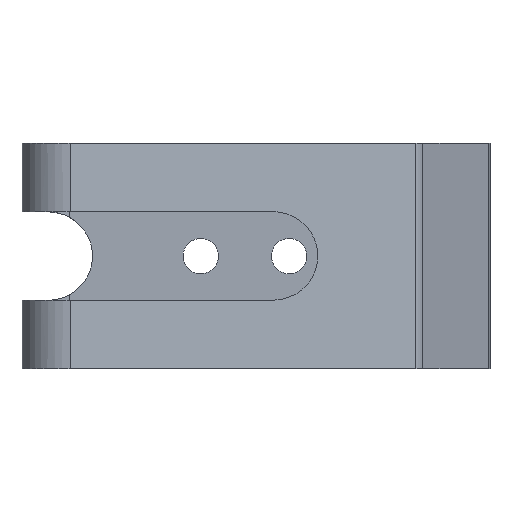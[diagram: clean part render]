
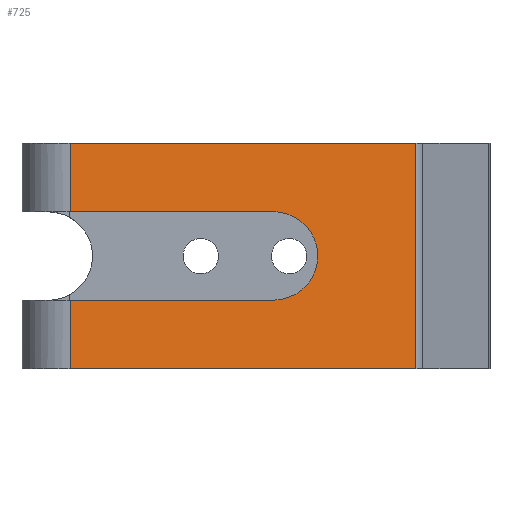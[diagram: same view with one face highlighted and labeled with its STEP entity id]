
A CAD part, top view. The second image highlights one B-rep face of the part: STEP entity #725.
In plain terms, the highlighted planar face has unit normal (0.195, 0, 0.981).
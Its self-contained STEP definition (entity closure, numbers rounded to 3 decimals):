
#204 = VERTEX_POINT('',#205);
#205 = CARTESIAN_POINT('',(-39.523,12.75,10.8));
#212 = EDGE_CURVE('',#204,#213,#215,.T.);
#213 = VERTEX_POINT('',#214);
#214 = CARTESIAN_POINT('',(-0.388,12.75,3.015));
#215 = LINE('',#216,#217);
#216 = CARTESIAN_POINT('',(-39.523,12.75,10.8));
#217 = VECTOR('',#218,1.);
#218 = DIRECTION('',(0.981,0.,-0.195)
  );
#289 = VERTEX_POINT('',#290);
#290 = CARTESIAN_POINT('',(-39.523,-12.75,10.8));
#297 = EDGE_CURVE('',#289,#298,#300,.T.);
#298 = VERTEX_POINT('',#299);
#299 = CARTESIAN_POINT('',(-0.388,-12.75,3.015));
#300 = LINE('',#301,#302);
#301 = CARTESIAN_POINT('',(-39.523,-12.75,10.8));
#302 = VECTOR('',#303,1.);
#303 = DIRECTION('',(0.981,0.,-0.195)
  );
#642 = EDGE_CURVE('',#204,#643,#645,.T.);
#643 = VERTEX_POINT('',#644);
#644 = CARTESIAN_POINT('',(-39.523,5.,10.8));
#645 = LINE('',#646,#647);
#646 = CARTESIAN_POINT('',(-39.523,12.75,10.8));
#647 = VECTOR('',#648,1.);
#648 = DIRECTION('',(0.,-1.,0.));
#697 = VERTEX_POINT('',#698);
#698 = CARTESIAN_POINT('',(-39.523,-5.,10.8));
#705 = EDGE_CURVE('',#697,#289,#706,.T.);
#706 = LINE('',#707,#708);
#707 = CARTESIAN_POINT('',(-39.523,12.75,10.8));
#708 = VECTOR('',#709,1.);
#709 = DIRECTION('',(0.,-1.,0.));
#725 = ADVANCED_FACE('',(#726),#761,.T.);
#726 = FACE_BOUND('',#727,.T.);
#727 = EDGE_LOOP('',(#728,#729,#730,#738,#747,#753,#754,#755));
#728 = ORIENTED_EDGE('',*,*,#212,.F.);
#729 = ORIENTED_EDGE('',*,*,#642,.T.);
#730 = ORIENTED_EDGE('',*,*,#731,.F.);
#731 = EDGE_CURVE('',#732,#643,#734,.T.);
#732 = VERTEX_POINT('',#733);
#733 = CARTESIAN_POINT('',(-16.5,5.,6.22
    ));
#734 = LINE('',#735,#736);
#735 = CARTESIAN_POINT('',(-27.512,5.,8.411)
  );
#736 = VECTOR('',#737,1.);
#737 = DIRECTION('',(-0.981,0.,0.195));
#738 = ORIENTED_EDGE('',*,*,#739,.F.);
#739 = EDGE_CURVE('',#740,#732,#742,.T.);
#740 = VERTEX_POINT('',#741);
#741 = CARTESIAN_POINT('',(-16.5,-5.,
    6.22));
#742 = ELLIPSE('',#743,5.098,5.);
#743 = AXIS2_PLACEMENT_3D('',#744,#745,#746);
#744 = CARTESIAN_POINT('',(-16.5,0.,6.22));
#745 = DIRECTION('',(0.195,0.,0.981));
#746 = DIRECTION('',(0.981,0.,-0.195)
  );
#747 = ORIENTED_EDGE('',*,*,#748,.T.);
#748 = EDGE_CURVE('',#740,#697,#749,.T.);
#749 = LINE('',#750,#751);
#750 = CARTESIAN_POINT('',(-27.512,-5.,
    8.411));
#751 = VECTOR('',#752,1.);
#752 = DIRECTION('',(-0.981,0.,0.195));
#753 = ORIENTED_EDGE('',*,*,#705,.T.);
#754 = ORIENTED_EDGE('',*,*,#297,.T.);
#755 = ORIENTED_EDGE('',*,*,#756,.F.);
#756 = EDGE_CURVE('',#213,#298,#757,.T.);
#757 = LINE('',#758,#759);
#758 = CARTESIAN_POINT('',(-0.388,12.75,3.015));
#759 = VECTOR('',#760,1.);
#760 = DIRECTION('',(0.,-1.,0.));
#761 = PLANE('',#762);
#762 = AXIS2_PLACEMENT_3D('',#763,#764,#765);
#763 = CARTESIAN_POINT('',(-39.523,12.75,10.8));
#764 = DIRECTION('',(0.195,0.,0.981));
#765 = DIRECTION('',(0.981,0.,-0.195)
  );
